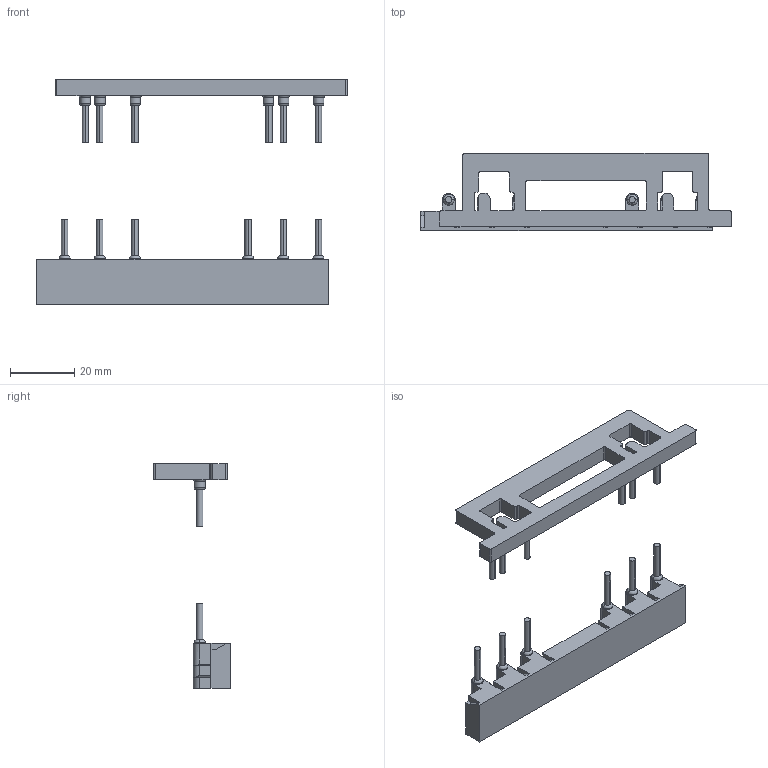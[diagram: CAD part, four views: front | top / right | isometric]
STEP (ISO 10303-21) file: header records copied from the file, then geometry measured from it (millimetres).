
FILE_DESCRIPTION (( 'STEP AP203' ), '1' );
FILE_NAME ('HMX1-BBREV.step', '2022-11-01T18:15:13', ( '' ), ( '' ), 'SwSTEP 2.0', 'SolidWorks 2021', '' );
FILE_SCHEMA (( 'CONFIG_CONTROL_DESIGN' ));
Length unit declared in the file: inch
Products named in the file (1): HMX1-BBREV
Bounding box: 96.5 x 23.8 x 69.8 mm (x, y, z)
Volume: 15642.6 mm3; surface area: 10499.9 mm2
Topology: 8 solids, 8 shells, 244 faces, 658 edges, 427 vertices
Faces by surface type: plane 120, cylinder 100, torus 24
Entity records: 8386 total; most frequent: CARTESIAN_POINT 2046, DIRECTION 1337, ORIENTED_EDGE 1316, EDGE_CURVE 658, AXIS2_PLACEMENT_3D 472, VERTEX_POINT 427, LINE 393, VECTOR 393
